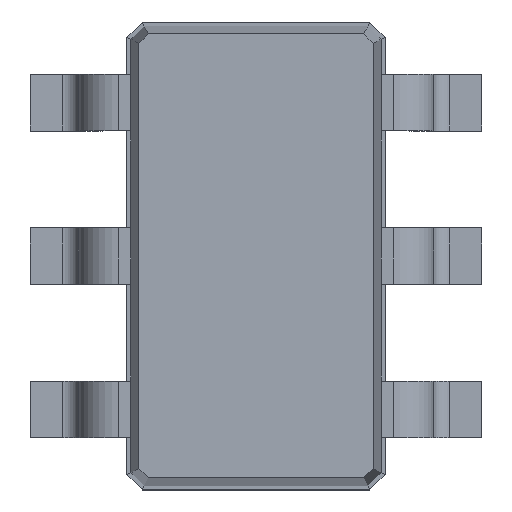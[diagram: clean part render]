
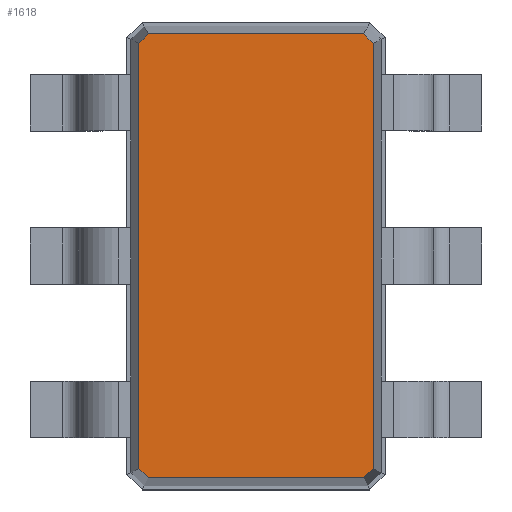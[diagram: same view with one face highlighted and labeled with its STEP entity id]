
A CAD part, top view. The second image highlights one B-rep face of the part: STEP entity #1618.
In plain terms, the highlighted planar face has unit normal (0, 0, 1).
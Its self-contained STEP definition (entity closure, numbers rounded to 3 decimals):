
#12=DIRECTION('',(0.,0.,1.));
#26=VECTOR('',#27,1.);
#27=DIRECTION('',(1.,0.,0.));
#50=VECTOR('',#51,1.);
#51=DIRECTION('',(0.707,-0.707,0.));
#57=VECTOR('',#58,1.);
#58=DIRECTION('',(0.,-1.,0.));
#64=VECTOR('',#65,1.);
#65=DIRECTION('',(-0.707,-0.707,0.));
#71=VECTOR('',#72,1.);
#72=DIRECTION('',(-1.,0.,0.));
#78=VECTOR('',#79,1.);
#79=DIRECTION('',(-0.707,0.707,0.));
#85=VECTOR('',#86,1.);
#86=DIRECTION('',(0.,1.,0.));
#90=VECTOR('',#91,1.);
#91=DIRECTION('',(0.707,0.707,0.));
#627=VERTEX_POINT('',#628);
#628=CARTESIAN_POINT('',(0.668,1.376,0.95));
#631=EDGE_CURVE('',#632,#627,#634,.T.);
#632=VERTEX_POINT('',#633);
#633=CARTESIAN_POINT('',(-0.668,1.376,0.95));
#634=LINE('',#633,#26);
#1610=VERTEX_POINT('',#1611);
#1611=CARTESIAN_POINT('',(0.726,1.318,0.95));
#1614=EDGE_CURVE('',#627,#1610,#1615,.T.);
#1615=LINE('',#628,#50);
#1618=ADVANCED_FACE('',(#1619),#1651,.T.);
#1619=FACE_BOUND('',#1620,.F.);
#1620=EDGE_LOOP('',(#1621,#1622,#1623,#1628,#1633,#1638,#1643,#1648));
#1621=ORIENTED_EDGE('',*,*,#631,.T.);
#1622=ORIENTED_EDGE('',*,*,#1614,.T.);
#1623=ORIENTED_EDGE('',*,*,#1624,.T.);
#1624=EDGE_CURVE('',#1610,#1625,#1627,.T.);
#1625=VERTEX_POINT('',#1626);
#1626=CARTESIAN_POINT('',(0.726,-1.318,0.95));
#1627=LINE('',#1611,#57);
#1628=ORIENTED_EDGE('',*,*,#1629,.T.);
#1629=EDGE_CURVE('',#1625,#1630,#1632,.T.);
#1630=VERTEX_POINT('',#1631);
#1631=CARTESIAN_POINT('',(0.668,-1.376,0.95));
#1632=LINE('',#1626,#64);
#1633=ORIENTED_EDGE('',*,*,#1634,.T.);
#1634=EDGE_CURVE('',#1630,#1635,#1637,.T.);
#1635=VERTEX_POINT('',#1636);
#1636=CARTESIAN_POINT('',(-0.668,-1.376,0.95));
#1637=LINE('',#1631,#71);
#1638=ORIENTED_EDGE('',*,*,#1639,.T.);
#1639=EDGE_CURVE('',#1635,#1640,#1642,.T.);
#1640=VERTEX_POINT('',#1641);
#1641=CARTESIAN_POINT('',(-0.726,-1.318,0.95));
#1642=LINE('',#1636,#78);
#1643=ORIENTED_EDGE('',*,*,#1644,.T.);
#1644=EDGE_CURVE('',#1640,#1645,#1647,.T.);
#1645=VERTEX_POINT('',#1646);
#1646=CARTESIAN_POINT('',(-0.726,1.318,0.95));
#1647=LINE('',#1641,#85);
#1648=ORIENTED_EDGE('',*,*,#1649,.T.);
#1649=EDGE_CURVE('',#1645,#632,#1650,.T.);
#1650=LINE('',#1646,#90);
#1651=PLANE('',#1652);
#1652=AXIS2_PLACEMENT_3D('',#633,#12,#1653);
#1653=DIRECTION('',(0.437,-0.9,0.));
